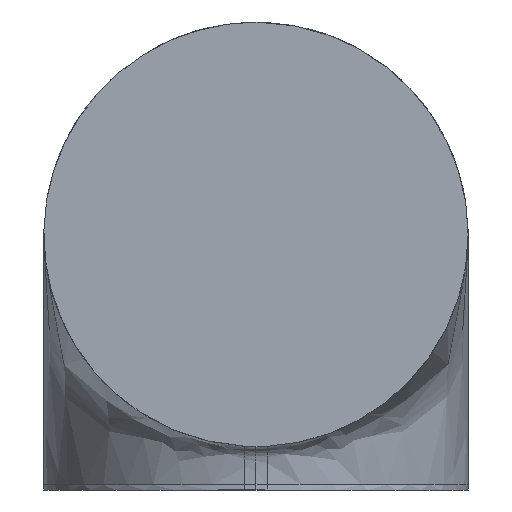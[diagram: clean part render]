
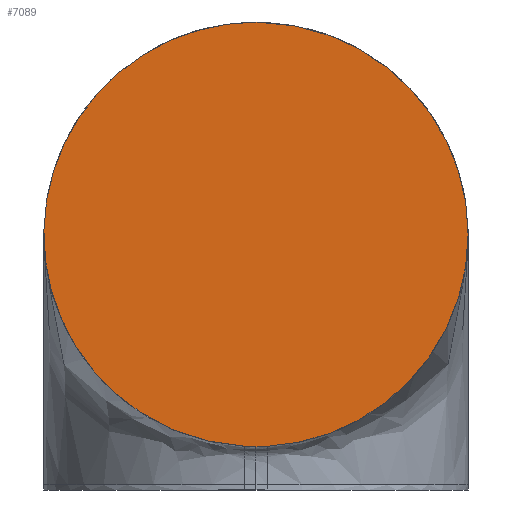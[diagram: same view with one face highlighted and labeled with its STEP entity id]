
A CAD part, front view. The second image highlights one B-rep face of the part: STEP entity #7089.
In plain terms, the highlighted planar face has unit normal (0, -1, 0).
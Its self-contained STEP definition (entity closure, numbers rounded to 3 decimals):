
#15 = CARTESIAN_POINT ( 'NONE',  ( 59.335, -85., 288.672 ) ) ;
#29 = CARTESIAN_POINT ( 'NONE',  ( 0.831, -85., 201.456 ) ) ;
#85 = AXIS2_PLACEMENT_3D ( 'NONE', #1579, #6432, #2123 ) ;
#242 = CARTESIAN_POINT ( 'NONE',  ( -53.803, -85., 299.442 ) ) ;
#266 = CARTESIAN_POINT ( 'NONE',  ( -62.735, -85., 277.053 ) ) ;
#359 = CARTESIAN_POINT ( 'NONE',  ( -0.831, -85., 328.544 ) ) ;
#531 = CARTESIAN_POINT ( 'NONE',  ( -0.831, -85., 201.456 ) ) ;
#562 = CARTESIAN_POINT ( 'NONE',  ( 0., -85., 201.413 ) ) ;
#573 = CARTESIAN_POINT ( 'NONE',  ( 53.803, -85., 230.558 ) ) ;
#736 = CARTESIAN_POINT ( 'NONE',  ( 15.319, -85., 202.981 ) ) ;
#817 = B_SPLINE_CURVE_WITH_KNOTS ( 'NONE', 3,
 ( #1202, #1757, #3423, #4416, #5517, #2224, #5568, #5000, #1682, #2768, #6070, #6628, #15, #5544, #2246, #3327, #3893, #573, #6097, #3351, #2270, #736, #1802, #4077 ),
 .UNSPECIFIED., .F., .F.,
 ( 4, 1, 1, 1, 2, 1, 1, 1, 1, 1, 1, 1, 1, 1, 1, 1, 1, 1, 1, 1, 4 ),
 ( -0.003, -0.002, -0.002, -0.001, 0., 0.012, 0.024, 0.036, 0.048, 0.06, 0.072, 0.084, 0.096, 0.108, 0.12, 0.132, 0.144, 0.156, 0.168, 0.18, 0.192 ),
 .UNSPECIFIED. ) ;
#824 = CARTESIAN_POINT ( 'NONE',  ( -46.339, -85., 308.974 ) ) ;
#844 = CARTESIAN_POINT ( 'NONE',  ( -59.335, -85., 241.328 ) ) ;
#866 = CARTESIAN_POINT ( 'NONE',  ( -15.319, -85., 202.981 ) ) ;
#885 = CARTESIAN_POINT ( 'NONE',  ( -63.883, -85., 265. ) ) ;
#902 = ORIENTED_EDGE ( 'NONE', *, *, #1319, .F. ) ;
#935 = CARTESIAN_POINT ( 'NONE',  ( -1.662, -85., 328.5 ) ) ;
#1013 = CARTESIAN_POINT ( 'NONE',  ( -0.277, -85., 201.427 ) ) ;
#1028 = PLANE ( 'NONE',  #85 ) ;
#1040 = CARTESIAN_POINT ( 'NONE',  ( 3.323, -85., 201.587 ) ) ;
#1202 = CARTESIAN_POINT ( 'NONE',  ( 0., -85., 328.587 ) ) ;
#1304 = B_SPLINE_CURVE_WITH_KNOTS ( 'NONE', 3,
 ( #5260, #6364, #866, #1444, #6923, #4168, #5280, #844, #6850, #885, #266, #6946, #242, #824, #4694, #2490, #6342, #2083, #2059, #4787, #935, #359, #4860, #5908 ),
 .UNSPECIFIED., .F., .F.,
 ( 4, 1, 1, 1, 1, 1, 1, 1, 1, 1, 1, 1, 1, 1, 1, 1, 2, 1, 1, 1, 4 ),
 ( 0., 0.012, 0.024, 0.036, 0.048, 0.06, 0.072, 0.084, 0.096, 0.108, 0.12, 0.132, 0.144, 0.156, 0.168, 0.18, 0.192, 0.193, 0.194, 0.194, 0.195 ),
 .UNSPECIFIED. ) ;
#1319 = EDGE_CURVE ( 'NONE', #3834, #2469, #1304, .T. ) ;
#1427 = CARTESIAN_POINT ( 'NONE',  ( 3.323, -85., 201.587 ) ) ;
#1444 = CARTESIAN_POINT ( 'NONE',  ( -26.745, -85., 206.986 ) ) ;
#1512 = CARTESIAN_POINT ( 'NONE',  ( -3.323, -85., 201.587 ) ) ;
#1579 = CARTESIAN_POINT ( 'NONE',  ( 0., -85., 265. ) ) ;
#1644 = CARTESIAN_POINT ( 'NONE',  ( 3.046, -85., 201.573 ) ) ;
#1663 = CARTESIAN_POINT ( 'NONE',  ( -3.323, -85., 201.587 ) ) ;
#1682 = CARTESIAN_POINT ( 'NONE',  ( 26.745, -85., 323.014 ) ) ;
#1757 = CARTESIAN_POINT ( 'NONE',  ( 0.277, -85., 328.573 ) ) ;
#1802 = CARTESIAN_POINT ( 'NONE',  ( 7.335, -85., 201.797 ) ) ;
#2059 = CARTESIAN_POINT ( 'NONE',  ( -3.046, -85., 328.427 ) ) ;
#2083 = CARTESIAN_POINT ( 'NONE',  ( -7.335, -85., 328.203 ) ) ;
#2123 = DIRECTION ( 'NONE',  ( 1., 0., 0. ) ) ;
#2224 = CARTESIAN_POINT ( 'NONE',  ( 3.046, -85., 328.427 ) ) ;
#2246 = CARTESIAN_POINT ( 'NONE',  ( 63.883, -85., 265. ) ) ;
#2270 = CARTESIAN_POINT ( 'NONE',  ( 26.745, -85., 206.986 ) ) ;
#2469 = VERTEX_POINT ( 'NONE', #6887 ) ;
#2490 = CARTESIAN_POINT ( 'NONE',  ( -26.745, -85., 323.014 ) ) ;
#2734 = VERTEX_POINT ( 'NONE', #1427 ) ;
#2768 = CARTESIAN_POINT ( 'NONE',  ( 37.21, -85., 316.927 ) ) ;
#2785 = CARTESIAN_POINT ( 'NONE',  ( 0., -85., 201.413 ) ) ;
#2936 = EDGE_CURVE ( 'NONE', #2734, #4383, #6173, .T. ) ;
#3144 = ORIENTED_EDGE ( 'NONE', *, *, #5471, .F. ) ;
#3327 = CARTESIAN_POINT ( 'NONE',  ( 62.735, -85., 252.947 ) ) ;
#3351 = CARTESIAN_POINT ( 'NONE',  ( 37.21, -85., 213.073 ) ) ;
#3423 = CARTESIAN_POINT ( 'NONE',  ( 0.831, -85., 328.544 ) ) ;
#3499 = B_SPLINE_CURVE_WITH_KNOTS ( 'NONE', 3,
 ( #7065, #1013, #531, #5524, #7162, #4984, #1663 ),
 .UNSPECIFIED., .F., .F.,
 ( 4, 1, 1, 1, 4 ),
 ( 0., 0.001, 0.002, 0.002, 0.003 ),
 .UNSPECIFIED. ) ;
#3774 = ORIENTED_EDGE ( 'NONE', *, *, #2936, .F. ) ;
#3834 = VERTEX_POINT ( 'NONE', #1512 ) ;
#3893 = CARTESIAN_POINT ( 'NONE',  ( 59.335, -85., 241.328 ) ) ;
#4077 = CARTESIAN_POINT ( 'NONE',  ( 3.323, -85., 201.587 ) ) ;
#4168 = CARTESIAN_POINT ( 'NONE',  ( -46.339, -85., 221.026 ) ) ;
#4383 = VERTEX_POINT ( 'NONE', #2785 ) ;
#4412 = FACE_OUTER_BOUND ( 'NONE', #6189, .T. ) ;
#4416 = CARTESIAN_POINT ( 'NONE',  ( 1.662, -85., 328.5 ) ) ;
#4455 = CARTESIAN_POINT ( 'NONE',  ( 2.492, -85., 201.543 ) ) ;
#4608 = ORIENTED_EDGE ( 'NONE', *, *, #6170, .F. ) ;
#4694 = CARTESIAN_POINT ( 'NONE',  ( -37.21, -85., 316.927 ) ) ;
#4787 = CARTESIAN_POINT ( 'NONE',  ( -2.492, -85., 328.457 ) ) ;
#4860 = CARTESIAN_POINT ( 'NONE',  ( -0.277, -85., 328.573 ) ) ;
#4984 = CARTESIAN_POINT ( 'NONE',  ( -3.046, -85., 201.573 ) ) ;
#5000 = CARTESIAN_POINT ( 'NONE',  ( 15.319, -85., 327.019 ) ) ;
#5260 = CARTESIAN_POINT ( 'NONE',  ( -3.323, -85., 201.587 ) ) ;
#5280 = CARTESIAN_POINT ( 'NONE',  ( -53.803, -85., 230.558 ) ) ;
#5453 = CARTESIAN_POINT ( 'NONE',  ( 1.662, -85., 201.5 ) ) ;
#5471 = EDGE_CURVE ( 'NONE', #4383, #3834, #3499, .T. ) ;
#5508 = CARTESIAN_POINT ( 'NONE',  ( 0.277, -85., 201.427 ) ) ;
#5517 = CARTESIAN_POINT ( 'NONE',  ( 2.492, -85., 328.457 ) ) ;
#5524 = CARTESIAN_POINT ( 'NONE',  ( -1.662, -85., 201.5 ) ) ;
#5544 = CARTESIAN_POINT ( 'NONE',  ( 62.735, -85., 277.053 ) ) ;
#5568 = CARTESIAN_POINT ( 'NONE',  ( 7.335, -85., 328.203 ) ) ;
#5908 = CARTESIAN_POINT ( 'NONE',  ( 0., -85., 328.587 ) ) ;
#6070 = CARTESIAN_POINT ( 'NONE',  ( 46.339, -85., 308.974 ) ) ;
#6097 = CARTESIAN_POINT ( 'NONE',  ( 46.339, -85., 221.026 ) ) ;
#6170 = EDGE_CURVE ( 'NONE', #2469, #2734, #817, .T. ) ;
#6173 = B_SPLINE_CURVE_WITH_KNOTS ( 'NONE', 3,
 ( #1040, #1644, #4455, #5453, #29, #5508, #562 ),
 .UNSPECIFIED., .F., .F.,
 ( 4, 1, 1, 1, 4 ),
 ( 0., 0.001, 0.002, 0.002, 0.003 ),
 .UNSPECIFIED. ) ;
#6189 = EDGE_LOOP ( 'NONE', ( #902, #3144, #3774, #4608 ) ) ;
#6342 = CARTESIAN_POINT ( 'NONE',  ( -15.319, -85., 327.019 ) ) ;
#6364 = CARTESIAN_POINT ( 'NONE',  ( -7.335, -85., 201.797 ) ) ;
#6432 = DIRECTION ( 'NONE',  ( 0., -1., 0. ) ) ;
#6628 = CARTESIAN_POINT ( 'NONE',  ( 53.803, -85., 299.442 ) ) ;
#6850 = CARTESIAN_POINT ( 'NONE',  ( -62.735, -85., 252.947 ) ) ;
#6887 = CARTESIAN_POINT ( 'NONE',  ( 0., -85., 328.587 ) ) ;
#6923 = CARTESIAN_POINT ( 'NONE',  ( -37.21, -85., 213.073 ) ) ;
#6946 = CARTESIAN_POINT ( 'NONE',  ( -59.335, -85., 288.672 ) ) ;
#7065 = CARTESIAN_POINT ( 'NONE',  ( 0., -85., 201.413 ) ) ;
#7089 = ADVANCED_FACE ( 'NONE', ( #4412 ), #1028, .T. ) ;
#7162 = CARTESIAN_POINT ( 'NONE',  ( -2.492, -85., 201.543 ) ) ;
